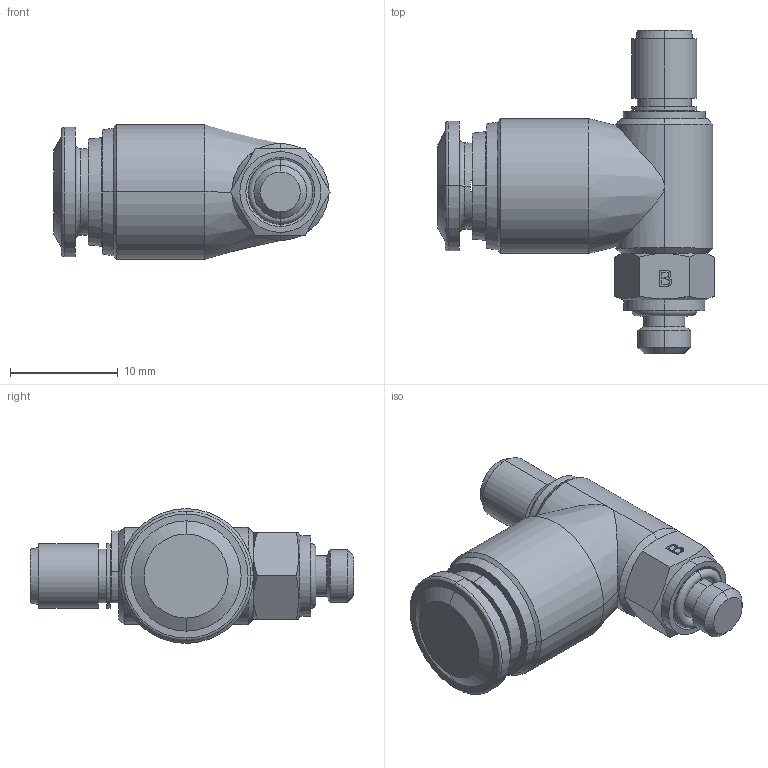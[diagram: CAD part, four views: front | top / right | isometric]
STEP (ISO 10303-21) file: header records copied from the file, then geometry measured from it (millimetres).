
FILE_DESCRIPTION (( 'STEP AP214' ), '1' );
FILE_NAME ('5792000007A.step', '2012-10-22T17:41:44', ( '' ), ( '' ), 'SwSTEP 2.0', 'SolidWorks 2012', '' );
FILE_SCHEMA (( 'AUTOMOTIVE_DESIGN' ));
Length unit declared in the file: millimetre
Products named in the file (1): 5792000007A
Bounding box: 25.62 x 30 x 12.5 mm (x, y, z)
Volume: 3223.6 mm3; surface area: 1701.5 mm2
Topology: 1 solids, 1 shells, 130 faces, 308 edges, 192 vertices
Faces by surface type: plane 42, cylinder 32, cone 32, torus 14, bspline 10
Entity records: 4625 total; most frequent: CARTESIAN_POINT 1359, DIRECTION 642, ORIENTED_EDGE 616, EDGE_CURVE 308, AXIS2_PLACEMENT_3D 259, VERTEX_POINT 192, EDGE_LOOP 144, CIRCLE 138
